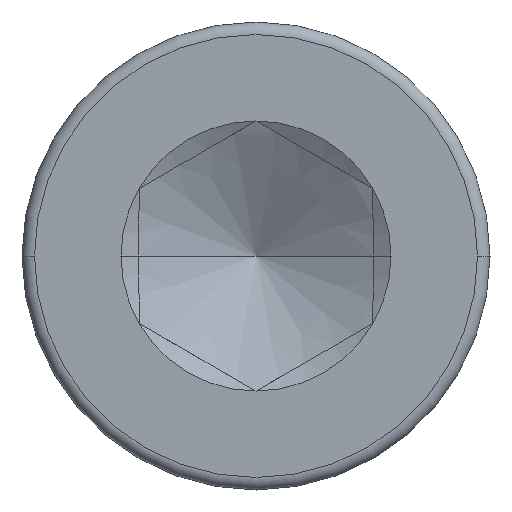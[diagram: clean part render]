
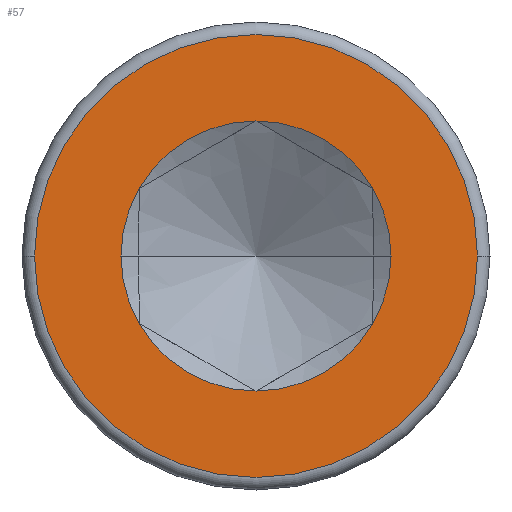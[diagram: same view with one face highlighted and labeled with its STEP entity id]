
A CAD part, left-side view. The second image highlights one B-rep face of the part: STEP entity #57.
In plain terms, the highlighted planar face has unit normal (-1, 0, 0).
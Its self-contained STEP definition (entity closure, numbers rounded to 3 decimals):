
#38=FACE_BOUND('',#115,.F.);
#40=PLANE('',#536);
#57=ADVANCED_FACE('',(#38,#86),#40,.T.);
#86=FACE_OUTER_BOUND('',#116,.F.);
#115=EDGE_LOOP('',(#152,#153,#154,#155,#156,#157,#158,#159));
#116=EDGE_LOOP('',(#160,#161));
#152=ORIENTED_EDGE('',*,*,#378,.T.);
#153=ORIENTED_EDGE('',*,*,#377,.T.);
#154=ORIENTED_EDGE('',*,*,#376,.T.);
#155=ORIENTED_EDGE('',*,*,#383,.T.);
#156=ORIENTED_EDGE('',*,*,#382,.T.);
#157=ORIENTED_EDGE('',*,*,#381,.T.);
#158=ORIENTED_EDGE('',*,*,#380,.T.);
#159=ORIENTED_EDGE('',*,*,#379,.T.);
#160=ORIENTED_EDGE('',*,*,#391,.F.);
#161=ORIENTED_EDGE('',*,*,#384,.F.);
#376=EDGE_CURVE('',#474,#470,#426,.T.);
#377=EDGE_CURVE('',#475,#474,#427,.T.);
#378=EDGE_CURVE('',#476,#475,#428,.T.);
#379=EDGE_CURVE('',#469,#476,#429,.T.);
#380=EDGE_CURVE('',#477,#469,#430,.T.);
#381=EDGE_CURVE('',#471,#477,#431,.T.);
#382=EDGE_CURVE('',#472,#471,#432,.T.);
#383=EDGE_CURVE('',#470,#472,#433,.T.);
#384=EDGE_CURVE('',#468,#467,#434,.T.);
#391=EDGE_CURVE('',#467,#468,#439,.T.);
#426=CIRCLE('',#512,0.866);
#427=CIRCLE('',#513,0.866);
#428=CIRCLE('',#514,0.866);
#429=CIRCLE('',#515,0.866);
#430=CIRCLE('',#516,0.866);
#431=CIRCLE('',#517,0.866);
#432=CIRCLE('',#518,0.866);
#433=CIRCLE('',#519,0.866);
#434=CIRCLE('',#520,1.42);
#439=CIRCLE('',#525,1.42);
#467=VERTEX_POINT('',#718);
#468=VERTEX_POINT('',#719);
#469=VERTEX_POINT('',#720);
#470=VERTEX_POINT('',#721);
#471=VERTEX_POINT('',#722);
#472=VERTEX_POINT('',#723);
#474=VERTEX_POINT('',#725);
#475=VERTEX_POINT('',#726);
#476=VERTEX_POINT('',#727);
#477=VERTEX_POINT('',#728);
#512=AXIS2_PLACEMENT_3D('',#782,#573,#574);
#513=AXIS2_PLACEMENT_3D('',#783,#575,#576);
#514=AXIS2_PLACEMENT_3D('',#784,#577,#578);
#515=AXIS2_PLACEMENT_3D('',#785,#579,#580);
#516=AXIS2_PLACEMENT_3D('',#786,#581,#582);
#517=AXIS2_PLACEMENT_3D('',#787,#583,#584);
#518=AXIS2_PLACEMENT_3D('',#788,#585,#586);
#519=AXIS2_PLACEMENT_3D('',#789,#587,#588);
#520=AXIS2_PLACEMENT_3D('',#790,#589,#590);
#525=AXIS2_PLACEMENT_3D('',#797,#601,#602);
#536=AXIS2_PLACEMENT_3D('',#872,#639,#640);
#573=DIRECTION('',(-1.,0.,0.));
#574=DIRECTION('',(0.,0.866,0.5));
#575=DIRECTION('',(-1.,0.,0.));
#576=DIRECTION('',(0.,0.,1.));
#577=DIRECTION('',(-1.,0.,0.));
#578=DIRECTION('',(0.,-0.866,0.5));
#579=DIRECTION('',(-1.,0.,0.));
#580=DIRECTION('',(0.,-1.,0.));
#581=DIRECTION('',(-1.,0.,0.));
#582=DIRECTION('',(0.,-0.866,-0.5));
#583=DIRECTION('',(-1.,0.,0.));
#584=DIRECTION('',(0.,0.,-1.));
#585=DIRECTION('',(-1.,0.,0.));
#586=DIRECTION('',(0.,0.867,-0.499));
#587=DIRECTION('',(-1.,0.,0.));
#588=DIRECTION('',(0.,1.,0.));
#589=DIRECTION('',(-1.,0.,0.));
#590=DIRECTION('',(0.,1.,0.));
#601=DIRECTION('',(-1.,0.,0.));
#602=DIRECTION('',(0.,-1.,0.));
#639=DIRECTION('',(-1.,0.,0.));
#640=DIRECTION('',(0.,0.,1.));
#718=CARTESIAN_POINT('',(-1.6,-1.42,0.));
#719=CARTESIAN_POINT('',(-1.6,1.42,0.));
#720=CARTESIAN_POINT('',(-1.6,-0.866,0.));
#721=CARTESIAN_POINT('',(-1.6,0.866,0.));
#722=CARTESIAN_POINT('',(-1.6,0.,-0.865));
#723=CARTESIAN_POINT('',(-1.6,0.75,-0.433));
#725=CARTESIAN_POINT('',(-1.6,0.75,0.433));
#726=CARTESIAN_POINT('',(-1.6,0.,0.865));
#727=CARTESIAN_POINT('',(-1.6,-0.75,0.433));
#728=CARTESIAN_POINT('',(-1.6,-0.75,-0.433));
#782=CARTESIAN_POINT('',(-1.6,0.,0.));
#783=CARTESIAN_POINT('',(-1.6,0.,0.));
#784=CARTESIAN_POINT('',(-1.6,0.,0.));
#785=CARTESIAN_POINT('',(-1.6,0.,0.));
#786=CARTESIAN_POINT('',(-1.6,0.,0.));
#787=CARTESIAN_POINT('',(-1.6,0.,0.));
#788=CARTESIAN_POINT('',(-1.6,0.,0.));
#789=CARTESIAN_POINT('',(-1.6,0.,0.));
#790=CARTESIAN_POINT('',(-1.6,0.,0.));
#797=CARTESIAN_POINT('',(-1.6,0.,0.));
#872=CARTESIAN_POINT('',(-1.6,-1.448,-1.448));
